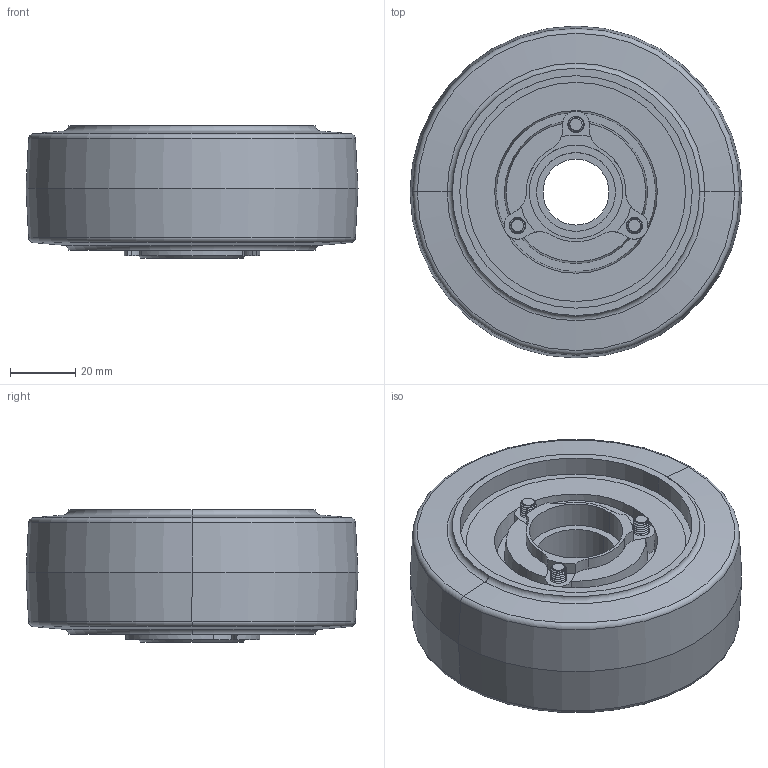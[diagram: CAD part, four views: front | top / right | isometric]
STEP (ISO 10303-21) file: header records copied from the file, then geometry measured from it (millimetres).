
FILE_DESCRIPTION (( 'STEP AP203' ), '1' );
FILE_NAME ('MK4 Colson Wheel Assembly.STEP', '2023-09-01T00:41:58', ( '' ), ( '' ), 'SwSTEP 2.0', 'SolidWorks 2022', '' );
FILE_SCHEMA (( 'CONFIG_CONTROL_DESIGN' ));
Length unit declared in the file: inch
Products named in the file (4): Colson Performa 4 X 1.5; Screw, 10-32 X 1, 91251A347_91251A347; MK4 Colson Hub 4 X 1.5; MK4 Colson Wheel Assembly
Assembly tree (5 placements, depth 2):
  MK4 Colson Wheel Assembly
    Colson Performa 4 X 1.5
    MK4 Colson Hub 4 X 1.5
    Screw, 10-32 X 1, 91251A347_91251A347  x3
Bounding box: 101.6 x 101.6 x 40.44 mm (x, y, z)
Volume: 244170.7 mm3; surface area: 67306.3 mm2
Topology: 6 solids, 6 shells, 440 faces, 1164 edges, 750 vertices
Faces by surface type: cylinder 262, plane 80, cone 73, torus 16, bspline 9
Entity records: 13406 total; most frequent: CARTESIAN_POINT 6986, ORIENTED_EDGE 1308, DIRECTION 1259, EDGE_CURVE 654, AXIS2_PLACEMENT_3D 521, VERTEX_POINT 422, EDGE_LOOP 272, CIRCLE 266
